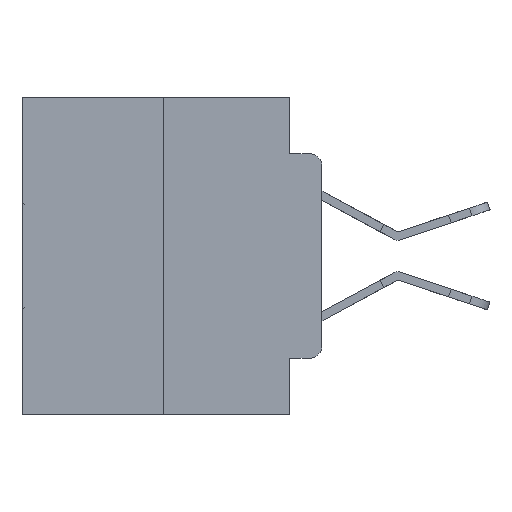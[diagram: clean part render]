
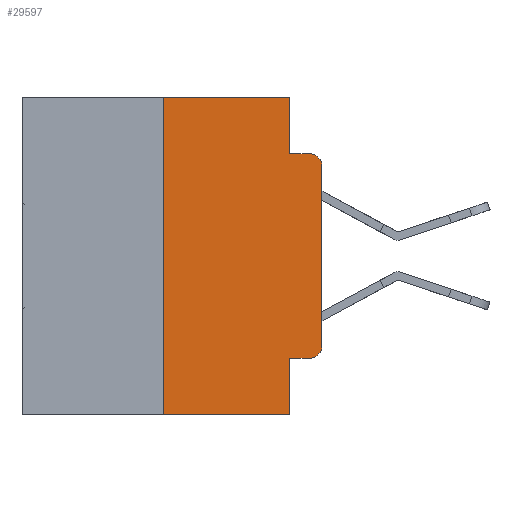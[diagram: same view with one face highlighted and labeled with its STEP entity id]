
A CAD part, left-side view. The second image highlights one B-rep face of the part: STEP entity #29597.
In plain terms, the highlighted planar face has unit normal (-1, 0, 0).
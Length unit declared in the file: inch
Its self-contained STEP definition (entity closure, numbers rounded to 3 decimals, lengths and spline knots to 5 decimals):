
#742 = CARTESIAN_POINT ( 'NONE',  ( 0., 0.051, -0.0885 ) ) ;
#832 = ORIENTED_EDGE ( 'NONE', *, *, #26844, .T. ) ;
#1415 = CARTESIAN_POINT ( 'NONE',  ( 0., 0.02, -0.4115 ) ) ;
#1762 = EDGE_CURVE ( 'NONE', #8942, #17194, #13403, .T. ) ;
#1825 = VERTEX_POINT ( 'NONE', #21709 ) ;
#1883 = VECTOR ( 'NONE', #18462, 39.37008 ) ;
#1957 = ORIENTED_EDGE ( 'NONE', *, *, #30293, .F. ) ;
#1995 = CARTESIAN_POINT ( 'NONE',  ( 0., 0.051, -0.4115 ) ) ;
#2297 = CARTESIAN_POINT ( 'NONE',  ( 0., 0.25, -0.5 ) ) ;
#3593 = CARTESIAN_POINT ( 'NONE',  ( 0., 0., -0.3915 ) ) ;
#4421 = LINE ( 'NONE', #6200, #22493 ) ;
#4861 = LINE ( 'NONE', #11465, #9095 ) ;
#4940 = VECTOR ( 'NONE', #29337, 39.37008 ) ;
#5246 = AXIS2_PLACEMENT_3D ( 'NONE', #11585, #28705, #14080 ) ;
#5461 = EDGE_LOOP ( 'NONE', ( #832, #8209, #1957, #8540, #28849, #10071, #30693, #6244, #23953, #21298 ) ) ;
#5580 = DIRECTION ( 'NONE',  ( 0., 0., 1. ) ) ;
#5735 = VERTEX_POINT ( 'NONE', #18543 ) ;
#6200 = CARTESIAN_POINT ( 'NONE',  ( 0., 0., 0. ) ) ;
#6244 = ORIENTED_EDGE ( 'NONE', *, *, #25806, .F. ) ;
#6327 = DIRECTION ( 'NONE',  ( 1., 0., 0. ) ) ;
#7119 = CARTESIAN_POINT ( 'NONE',  ( 0., 0.051, -0.0885 ) ) ;
#8209 = ORIENTED_EDGE ( 'NONE', *, *, #16020, .T. ) ;
#8376 = EDGE_CURVE ( 'NONE', #18551, #8942, #24264, .T. ) ;
#8540 = ORIENTED_EDGE ( 'NONE', *, *, #25092, .F. ) ;
#8691 = VERTEX_POINT ( 'NONE', #27452 ) ;
#8710 = DIRECTION ( 'NONE',  ( 0., -1., 0. ) ) ;
#8942 = VERTEX_POINT ( 'NONE', #1415 ) ;
#9095 = VECTOR ( 'NONE', #26257, 39.37008 ) ;
#9244 = LINE ( 'NONE', #11011, #1883 ) ;
#10071 = ORIENTED_EDGE ( 'NONE', *, *, #31129, .F. ) ;
#11011 = CARTESIAN_POINT ( 'NONE',  ( 0., 0.473, 0. ) ) ;
#11173 = PLANE ( 'NONE',  #22018 ) ;
#11198 = VECTOR ( 'NONE', #8710, 39.37008 ) ;
#11465 = CARTESIAN_POINT ( 'NONE',  ( 0., 0.051, 0. ) ) ;
#11585 = CARTESIAN_POINT ( 'NONE',  ( 0., 0.02, -0.3915 ) ) ;
#11762 = CARTESIAN_POINT ( 'NONE',  ( 0., 0.25, 0. ) ) ;
#12192 = CARTESIAN_POINT ( 'NONE',  ( 0., 0.051, 0. ) ) ;
#12227 = LINE ( 'NONE', #22775, #18043 ) ;
#13403 = CIRCLE ( 'NONE', #5246, 0.02 ) ;
#13600 = DIRECTION ( 'NONE',  ( -1., 0., 0. ) ) ;
#14080 = DIRECTION ( 'NONE',  ( 0., 0., -1. ) ) ;
#14121 = VECTOR ( 'NONE', #29279, 39.37008 ) ;
#14350 = VERTEX_POINT ( 'NONE', #742 ) ;
#16020 = EDGE_CURVE ( 'NONE', #25132, #8691, #26297, .T. ) ;
#17194 = VERTEX_POINT ( 'NONE', #3593 ) ;
#18043 = VECTOR ( 'NONE', #5580, 39.37008 ) ;
#18097 = LINE ( 'NONE', #7119, #24565 ) ;
#18462 = DIRECTION ( 'NONE',  ( 0., -1., 0. ) ) ;
#18543 = CARTESIAN_POINT ( 'NONE',  ( 0., 0.051, 0. ) ) ;
#18551 = VERTEX_POINT ( 'NONE', #1995 ) ;
#19140 = VERTEX_POINT ( 'NONE', #2297 ) ;
#19686 = VERTEX_POINT ( 'NONE', #11762 ) ;
#20459 = EDGE_CURVE ( 'NONE', #19140, #1825, #24545, .T. ) ;
#20662 = LINE ( 'NONE', #12192, #14121 ) ;
#21087 = CARTESIAN_POINT ( 'NONE',  ( 0., 0.473, 0. ) ) ;
#21298 = ORIENTED_EDGE ( 'NONE', *, *, #1762, .T. ) ;
#21709 = CARTESIAN_POINT ( 'NONE',  ( 0., 0.051, -0.5 ) ) ;
#22018 = AXIS2_PLACEMENT_3D ( 'NONE', #21087, #6327, #23523 ) ;
#22493 = VECTOR ( 'NONE', #25847, 39.37008 ) ;
#22775 = CARTESIAN_POINT ( 'NONE',  ( 0., 0.25, 0. ) ) ;
#22918 = EDGE_CURVE ( 'NONE', #19686, #5735, #9244, .T. ) ;
#23408 = CARTESIAN_POINT ( 'NONE',  ( 0., 0.051, -0.4115 ) ) ;
#23523 = DIRECTION ( 'NONE',  ( 0., 0., -1. ) ) ;
#23647 = AXIS2_PLACEMENT_3D ( 'NONE', #28243, #13600, #30593 ) ;
#23921 = CARTESIAN_POINT ( 'NONE',  ( 0., 0., -0.1085 ) ) ;
#23953 = ORIENTED_EDGE ( 'NONE', *, *, #8376, .T. ) ;
#24264 = LINE ( 'NONE', #23408, #11198 ) ;
#24545 = LINE ( 'NONE', #31699, #4940 ) ;
#24565 = VECTOR ( 'NONE', #26781, 39.37008 ) ;
#25092 = EDGE_CURVE ( 'NONE', #5735, #14350, #4861, .T. ) ;
#25132 = VERTEX_POINT ( 'NONE', #23921 ) ;
#25806 = EDGE_CURVE ( 'NONE', #18551, #1825, #20662, .T. ) ;
#25847 = DIRECTION ( 'NONE',  ( 0., 0., 1. ) ) ;
#26257 = DIRECTION ( 'NONE',  ( 0., 0., -1. ) ) ;
#26297 = CIRCLE ( 'NONE', #23647, 0.02 ) ;
#26781 = DIRECTION ( 'NONE',  ( 0., -1., 0. ) ) ;
#26844 = EDGE_CURVE ( 'NONE', #17194, #25132, #4421, .T. ) ;
#27452 = CARTESIAN_POINT ( 'NONE',  ( 0., 0.02, -0.0885 ) ) ;
#28243 = CARTESIAN_POINT ( 'NONE',  ( 0., 0.02, -0.1085 ) ) ;
#28705 = DIRECTION ( 'NONE',  ( -1., 0., 0. ) ) ;
#28849 = ORIENTED_EDGE ( 'NONE', *, *, #22918, .F. ) ;
#29279 = DIRECTION ( 'NONE',  ( 0., 0., -1. ) ) ;
#29337 = DIRECTION ( 'NONE',  ( 0., -1., 0. ) ) ;
#29597 = ADVANCED_FACE ( 'NONE', ( #31348 ), #11173, .F. ) ;
#30293 = EDGE_CURVE ( 'NONE', #14350, #8691, #18097, .T. ) ;
#30593 = DIRECTION ( 'NONE',  ( 0., 0., -1. ) ) ;
#30693 = ORIENTED_EDGE ( 'NONE', *, *, #20459, .T. ) ;
#31129 = EDGE_CURVE ( 'NONE', #19140, #19686, #12227, .T. ) ;
#31348 = FACE_OUTER_BOUND ( 'NONE', #5461, .T. ) ;
#31699 = CARTESIAN_POINT ( 'NONE',  ( 0., 0.473, -0.5 ) ) ;
